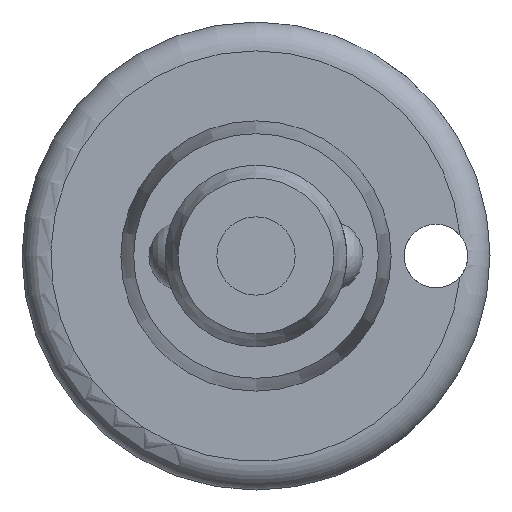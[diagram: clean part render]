
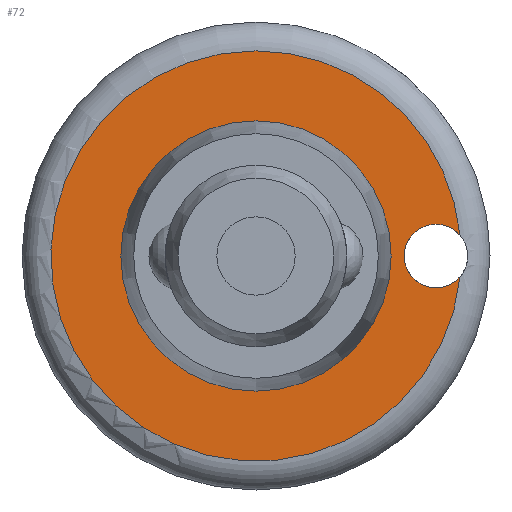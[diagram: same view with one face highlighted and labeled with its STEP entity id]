
A CAD part, front view. The second image highlights one B-rep face of the part: STEP entity #72.
In plain terms, the highlighted planar face has unit normal (0, -1, 0).
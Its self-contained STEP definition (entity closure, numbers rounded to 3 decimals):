
#72 = ADVANCED_FACE( '', ( #156, #157 ), #158, .F. );
#156 = FACE_OUTER_BOUND( '', #243, .T. );
#157 = FACE_BOUND( '', #244, .T. );
#158 = PLANE( '', #245 );
#243 = EDGE_LOOP( '', ( #356, #357 ) );
#244 = EDGE_LOOP( '', ( #358 ) );
#245 = AXIS2_PLACEMENT_3D( '', #359, #360, #361 );
#356 = ORIENTED_EDGE( '', *, *, #421, .F. );
#357 = ORIENTED_EDGE( '', *, *, #409, .T. );
#358 = ORIENTED_EDGE( '', *, *, #400, .T. );
#359 = CARTESIAN_POINT( '', ( -5.95, 15.8, 0. ) );
#360 = DIRECTION( '', ( 0., 1., 0. ) );
#361 = DIRECTION( '', ( 0., 0., 1. ) );
#400 = EDGE_CURVE( '', #447, #447, #448, .T. );
#409 = EDGE_CURVE( '', #461, #462, #464, .T. );
#421 = EDGE_CURVE( '', #461, #462, #481, .T. );
#447 = VERTEX_POINT( '', #509 );
#448 = CIRCLE( '', #510, 5.95 );
#461 = VERTEX_POINT( '', #550 );
#462 = VERTEX_POINT( '', #551 );
#464 = CIRCLE( '', #562, 1.4 );
#481 = CIRCLE( '', #579, 9.03 );
#509 = CARTESIAN_POINT( '', ( 0., 15.8, 5.95 ) );
#510 = AXIS2_PLACEMENT_3D( '', #697, #698, #699 );
#550 = CARTESIAN_POINT( '', ( 8.984, 15.8, -0.91 ) );
#551 = CARTESIAN_POINT( '', ( 8.984, 15.8, 0.91 ) );
#562 = AXIS2_PLACEMENT_3D( '', #712, #713, #714 );
#579 = AXIS2_PLACEMENT_3D( '', #733, #734, #735 );
#697 = CARTESIAN_POINT( '', ( 0., 15.8, 0. ) );
#698 = DIRECTION( '', ( 0., 1., 0. ) );
#699 = DIRECTION( '', ( 0., 0., 1. ) );
#712 = CARTESIAN_POINT( '', ( 7.92, 15.8, 0. ) );
#713 = DIRECTION( '', ( 0., 1., 0. ) );
#714 = DIRECTION( '', ( 0., 0., 1. ) );
#733 = CARTESIAN_POINT( '', ( 0., 15.8, 0. ) );
#734 = DIRECTION( '', ( 0., 1., 0. ) );
#735 = DIRECTION( '', ( 0., 0., 1. ) );
